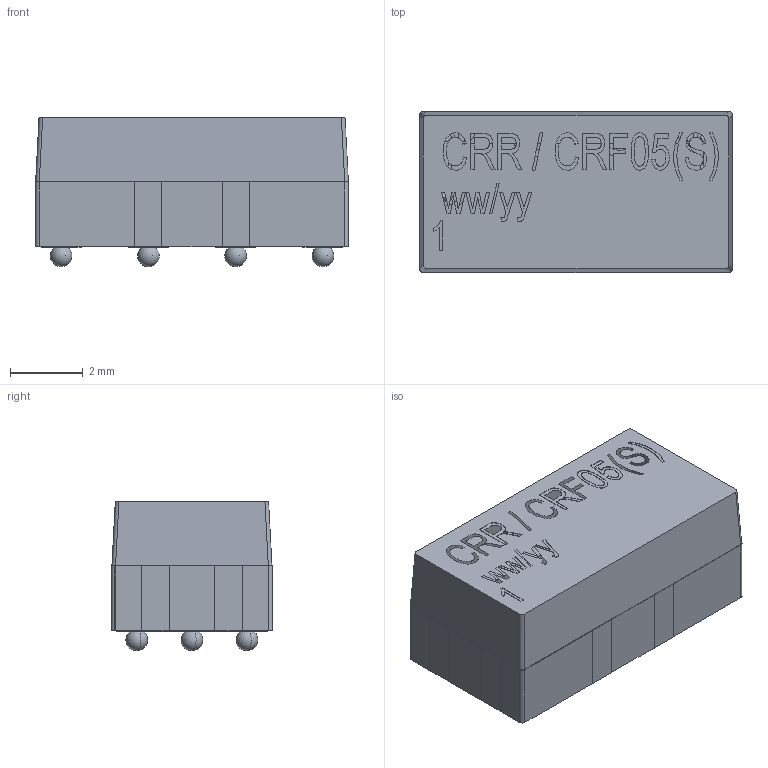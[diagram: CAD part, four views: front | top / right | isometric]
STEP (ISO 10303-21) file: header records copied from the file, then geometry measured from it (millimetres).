
FILE_DESCRIPTION (( 'STEP AP214' ), '1' );
FILE_NAME ('MEDER electronic-CRF-1AS_WEB.STEP', '2012-07-11T22:46:58', ( 'sysAdmin' ), ( 'SolidWorks' ), 'SwSTEP 2.0', 'SolidWorks 2012', '' );
FILE_SCHEMA (( 'AUTOMOTIVE_DESIGN' ));
Length unit declared in the file: millimetre
Products named in the file (1): MEDER electronic-CRF-1AS_WEB
Bounding box: 8.61 x 4.43 x 4.12 mm (x, y, z)
Surface area: 184.4 mm2 (no closed solid volume)
Topology: 0 solids, 39 shells, 83 faces, 661 edges, 594 vertices
Faces by surface type: plane 53, sphere 20, cylinder 8, bspline 2
Entity records: 8343 total; most frequent: CARTESIAN_POINT 3255, DIRECTION 738, ORIENTED_EDGE 682, EDGE_CURVE 611, VERTEX_POINT 564, VECTOR 366, LINE 366, AXIS2_PLACEMENT_3D 186
